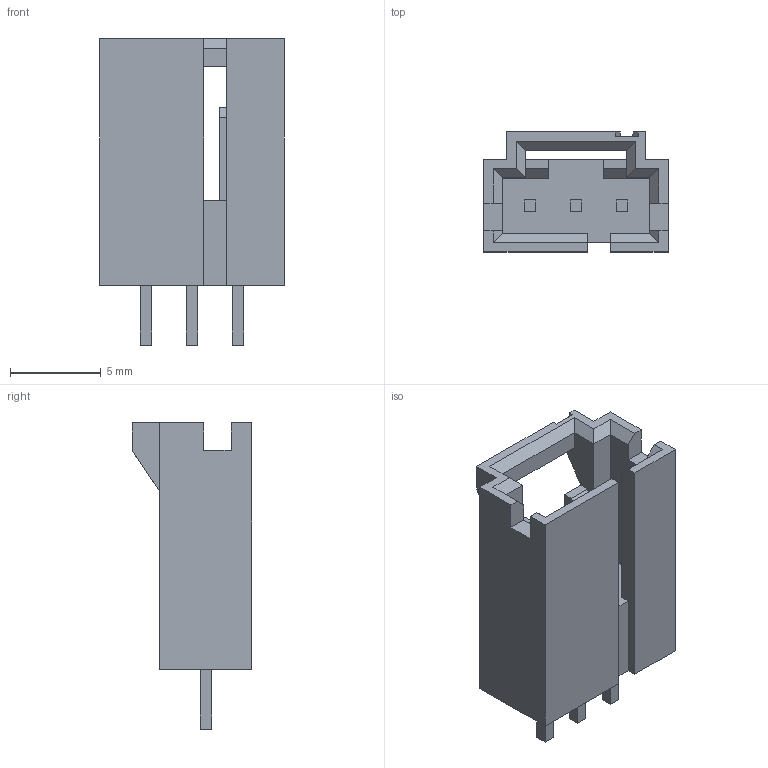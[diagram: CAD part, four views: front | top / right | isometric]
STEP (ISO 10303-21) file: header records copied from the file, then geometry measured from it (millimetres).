
FILE_DESCRIPTION(('STEP AP203'),'1');
FILE_NAME(' ',' ',('TraceParts'),('TraceParts S.A.'),'XStep 1.0',' ',' ');
FILE_SCHEMA(('CONFIG_CONTROL_DESIGN'));
Length unit declared in the file: millimetre
Products named in the file (1): 1
Bounding box: 10.16 x 6.6 x 16.89 mm (x, y, z)
Volume: 449 mm3; surface area: 765.7 mm2
Topology: 1 solids, 1 shells, 85 faces, 226 edges, 147 vertices
Faces by surface type: plane 85
Entity records: 2620 total; most frequent: CARTESIAN_POINT 459, ORIENTED_EDGE 452, DIRECTION 398, EDGE_CURVE 226, LINE 226, VECTOR 226, VERTEX_POINT 147, EDGE_LOOP 91
